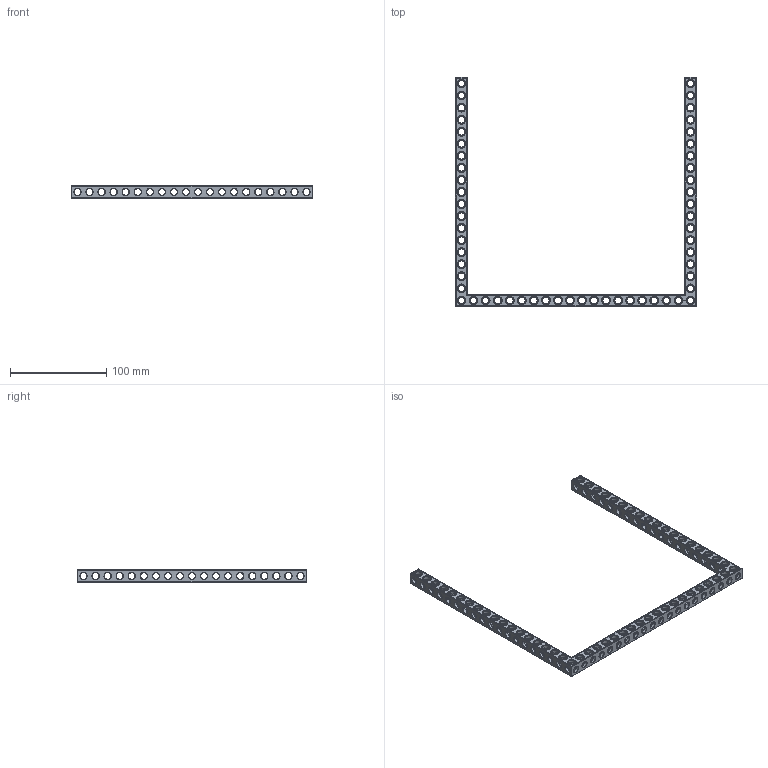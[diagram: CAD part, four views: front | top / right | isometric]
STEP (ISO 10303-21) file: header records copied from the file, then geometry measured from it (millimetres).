
FILE_DESCRIPTION(('FreeCAD Model'),'2;1');
FILE_NAME('Open CASCADE Shape Model','2022-03-09T23:24:16',('Author'),( ''),'Open CASCADE STEP processor 7.5','FreeCAD','Unknown');
FILE_SCHEMA(('AUTOMOTIVE_DESIGN { 1 0 10303 214 1 1 1 1 }'));
Products named in the file (1): Beam AGD ESS USH SYM BU20x19x01 - SPN-BEM-0649 (stemfie.org)
Bounding box: 250 x 237.5 x 12.5 mm (x, y, z)
Volume: 54718.5 mm3; surface area: 48760.7 mm2
Topology: 1 solids, 1 shells, 1165 faces, 3639 edges, 2343 vertices
Faces by surface type: plane 432, cylinder 337, cone 226, extrusion 170
Full cylindrical faces by diameter (mm): 6.98 x40, 7 x241, 9.2 x56
Entity records: 280233 total; most frequent: CARTESIAN_POINT 212862, DIRECTION 10913, ORIENTED_EDGE 7278, PCURVE 7278, DEFINITIONAL_REPRESENTATION 7278, VECTOR 6297, LINE 6127, EDGE_CURVE 3639
